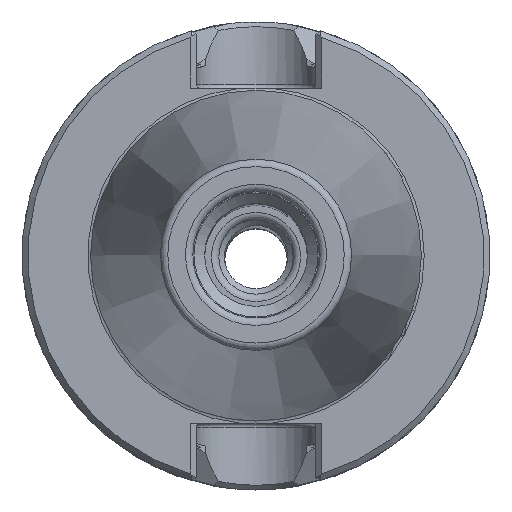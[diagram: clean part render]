
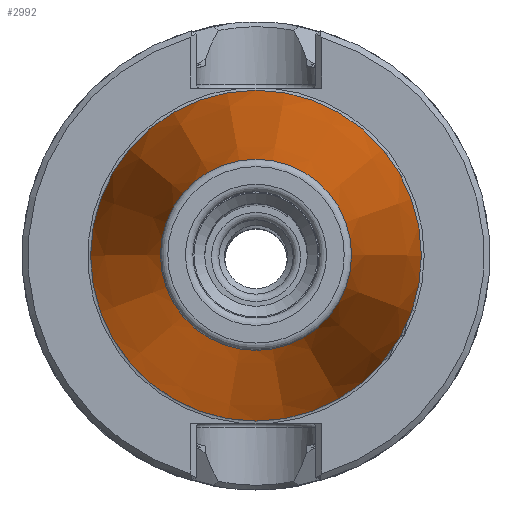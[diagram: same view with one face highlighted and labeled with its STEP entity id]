
A CAD part, top view. The second image highlights one B-rep face of the part: STEP entity #2992.
In plain terms, the highlighted conical face has half-angle 8.297 degrees and reference radius 12.871 mm.
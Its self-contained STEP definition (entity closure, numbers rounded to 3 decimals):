
#298=CONICAL_SURFACE('',#3177,12.871,0.145);
#382=ORIENTED_EDGE('',*,*,#864,.T.);
#383=ORIENTED_EDGE('',*,*,#863,.F.);
#863=EDGE_CURVE('',#1117,#1117,#1311,.T.);
#864=EDGE_CURVE('',#1118,#1118,#1312,.T.);
#1117=VERTEX_POINT('',#4127);
#1118=VERTEX_POINT('',#4130);
#1311=CIRCLE('',#3176,12.871);
#1312=CIRCLE('',#3178,22.268);
#1458=EDGE_LOOP('',(#382));
#1459=EDGE_LOOP('',(#383));
#1694=FACE_BOUND('',#1458,.T.);
#1695=FACE_BOUND('',#1459,.T.);
#2992=ADVANCED_FACE('',(#1694,#1695),#298,.T.);
#3176=AXIS2_PLACEMENT_3D('',#4126,#3517,#3518);
#3177=AXIS2_PLACEMENT_3D('',#4128,#3519,#3520);
#3178=AXIS2_PLACEMENT_3D('',#4129,#3521,#3522);
#3517=DIRECTION('',(0.,0.,1.));
#3518=DIRECTION('',(1.,0.,0.));
#3519=DIRECTION('',(0.,0.,-1.));
#3520=DIRECTION('',(-1.,0.,0.));
#3521=DIRECTION('',(0.,0.,1.));
#3522=DIRECTION('',(1.,0.,0.));
#4126=CARTESIAN_POINT('',(0.,0.,64.544));
#4127=CARTESIAN_POINT('',(12.871,0.,64.544));
#4128=CARTESIAN_POINT('',(0.,0.,64.544));
#4129=CARTESIAN_POINT('',(0.,0.,0.106));
#4130=CARTESIAN_POINT('',(22.268,0.,0.106));
